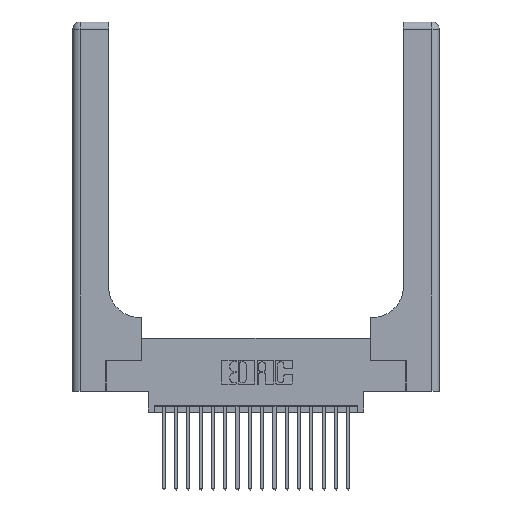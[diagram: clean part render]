
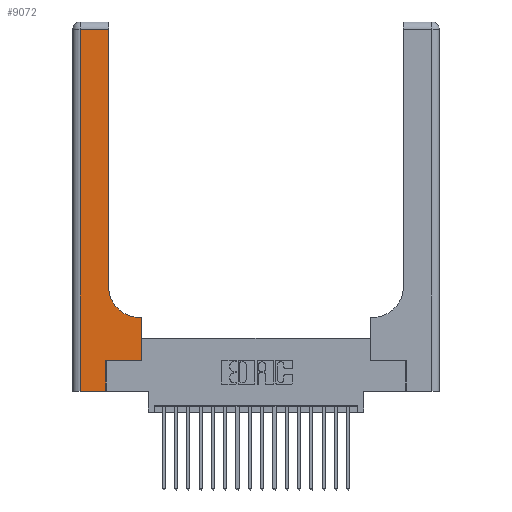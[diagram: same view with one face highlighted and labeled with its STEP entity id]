
A CAD part, top view. The second image highlights one B-rep face of the part: STEP entity #9072.
In plain terms, the highlighted planar face has unit normal (0, 0, 1).
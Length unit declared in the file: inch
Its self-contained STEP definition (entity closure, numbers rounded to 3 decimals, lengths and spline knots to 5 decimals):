
#187 = DIRECTION ( 'NONE',  ( 1., 0., 0. ) ) ;
#608 = DIRECTION ( 'NONE',  ( -1., 0., 0. ) ) ;
#621 = CIRCLE ( 'NONE', #16322, 0.25 ) ;
#1685 = DIRECTION ( 'NONE',  ( 0., 0., -1. ) ) ;
#1756 = CARTESIAN_POINT ( 'NONE',  ( 0.06, 2.94, 0.37 ) ) ;
#1832 = DIRECTION ( 'NONE',  ( 0., 0., -1. ) ) ;
#1933 = EDGE_CURVE ( 'NONE', #14073, #4221, #7500, .T. ) ;
#1984 = CARTESIAN_POINT ( 'NONE',  ( 0.269, 0., 0.37 ) ) ;
#2283 = CARTESIAN_POINT ( 'NONE',  ( 0.269, 0., 0.37 ) ) ;
#2288 = ORIENTED_EDGE ( 'NONE', *, *, #16127, .T. ) ;
#2521 = LINE ( 'NONE', #5549, #6422 ) ;
#2931 = DIRECTION ( 'NONE',  ( 1., 0., 0. ) ) ;
#2999 = CARTESIAN_POINT ( 'NONE',  ( 0., 0., 0.37 ) ) ;
#3120 = CARTESIAN_POINT ( 'NONE',  ( 0.5415, 0.6, 0.37 ) ) ;
#3513 = CARTESIAN_POINT ( 'NONE',  ( 0., 3., 0.37 ) ) ;
#3688 = VECTOR ( 'NONE', #608, 39.37008 ) ;
#4221 = VERTEX_POINT ( 'NONE', #9381 ) ;
#4583 = ORIENTED_EDGE ( 'NONE', *, *, #1933, .T. ) ;
#4599 = EDGE_CURVE ( 'NONE', #14839, #14073, #20964, .T. ) ;
#4708 = LINE ( 'NONE', #13351, #15527 ) ;
#4814 = DIRECTION ( 'NONE',  ( 0., -1., 0. ) ) ;
#5136 = DIRECTION ( 'NONE',  ( 0., 1., 0. ) ) ;
#5143 = EDGE_CURVE ( 'NONE', #7824, #8744, #4708, .T. ) ;
#5199 = CARTESIAN_POINT ( 'NONE',  ( 0.2915, 0.85, 0.37 ) ) ;
#5352 = VECTOR ( 'NONE', #4814, 39.37008 ) ;
#5549 = CARTESIAN_POINT ( 'NONE',  ( 0.5585, 0.25, 0.37 ) ) ;
#6422 = VECTOR ( 'NONE', #12251, 39.37008 ) ;
#6423 = CARTESIAN_POINT ( 'NONE',  ( 0., 2.94, 0.37 ) ) ;
#6502 = CARTESIAN_POINT ( 'NONE',  ( 0.269, 0.25, 0.37 ) ) ;
#6869 = ORIENTED_EDGE ( 'NONE', *, *, #11653, .T. ) ;
#7500 = LINE ( 'NONE', #6502, #8307 ) ;
#7582 = EDGE_CURVE ( 'NONE', #19231, #17892, #9736, .T. ) ;
#7824 = VERTEX_POINT ( 'NONE', #5199 ) ;
#8103 = DIRECTION ( 'NONE',  ( 1., 0., 0. ) ) ;
#8307 = VECTOR ( 'NONE', #8103, 39.37008 ) ;
#8380 = EDGE_CURVE ( 'NONE', #8744, #19231, #17420, .T. ) ;
#8418 = VECTOR ( 'NONE', #2931, 39.37008 ) ;
#8467 = DIRECTION ( 'NONE',  ( 0., 1., 0. ) ) ;
#8744 = VERTEX_POINT ( 'NONE', #9206 ) ;
#8968 = ORIENTED_EDGE ( 'NONE', *, *, #13394, .T. ) ;
#9072 = ADVANCED_FACE ( 'NONE', ( #16148 ), #10035, .F. ) ;
#9206 = CARTESIAN_POINT ( 'NONE',  ( 0.2915, 2.94, 0.37 ) ) ;
#9381 = CARTESIAN_POINT ( 'NONE',  ( 0.5585, 0.25, 0.37 ) ) ;
#9736 = LINE ( 'NONE', #13025, #5352 ) ;
#9808 = CARTESIAN_POINT ( 'NONE',  ( 0.5585, 0.6, 0.37 ) ) ;
#9916 = EDGE_LOOP ( 'NONE', ( #17333, #11354, #13556, #12329, #11481, #4583, #6869, #2288, #8968 ) ) ;
#10035 = PLANE ( 'NONE',  #19428 ) ;
#10108 = CARTESIAN_POINT ( 'NONE',  ( 0.5415, 0.85, 0.37 ) ) ;
#10731 = CARTESIAN_POINT ( 'NONE',  ( 0.2915, 0.6, 0.37 ) ) ;
#11174 = VECTOR ( 'NONE', #5136, 39.37008 ) ;
#11234 = LINE ( 'NONE', #2999, #8418 ) ;
#11354 = ORIENTED_EDGE ( 'NONE', *, *, #8380, .T. ) ;
#11399 = CARTESIAN_POINT ( 'NONE',  ( 0.269, 0.25, 0.37 ) ) ;
#11481 = ORIENTED_EDGE ( 'NONE', *, *, #4599, .T. ) ;
#11653 = EDGE_CURVE ( 'NONE', #4221, #12419, #2521, .T. ) ;
#12251 = DIRECTION ( 'NONE',  ( 0., 1., 0. ) ) ;
#12329 = ORIENTED_EDGE ( 'NONE', *, *, #13293, .T. ) ;
#12419 = VERTEX_POINT ( 'NONE', #9808 ) ;
#13025 = CARTESIAN_POINT ( 'NONE',  ( 0.06, 3., 0.37 ) ) ;
#13103 = DIRECTION ( 'NONE',  ( -1., 0., 0. ) ) ;
#13293 = EDGE_CURVE ( 'NONE', #17892, #14839, #11234, .T. ) ;
#13351 = CARTESIAN_POINT ( 'NONE',  ( 0.2915, 3., 0.37 ) ) ;
#13394 = EDGE_CURVE ( 'NONE', #15800, #7824, #621, .T. ) ;
#13478 = LINE ( 'NONE', #10731, #3688 ) ;
#13556 = ORIENTED_EDGE ( 'NONE', *, *, #7582, .T. ) ;
#14073 = VERTEX_POINT ( 'NONE', #11399 ) ;
#14496 = DIRECTION ( 'NONE',  ( -1., 0., 0. ) ) ;
#14839 = VERTEX_POINT ( 'NONE', #1984 ) ;
#15527 = VECTOR ( 'NONE', #8467, 39.37008 ) ;
#15800 = VERTEX_POINT ( 'NONE', #3120 ) ;
#16127 = EDGE_CURVE ( 'NONE', #12419, #15800, #13478, .T. ) ;
#16148 = FACE_OUTER_BOUND ( 'NONE', #9916, .T. ) ;
#16322 = AXIS2_PLACEMENT_3D ( 'NONE', #10108, #1685, #187 ) ;
#16834 = CARTESIAN_POINT ( 'NONE',  ( 0.06, 0., 0.37 ) ) ;
#17333 = ORIENTED_EDGE ( 'NONE', *, *, #5143, .T. ) ;
#17420 = LINE ( 'NONE', #6423, #20503 ) ;
#17892 = VERTEX_POINT ( 'NONE', #16834 ) ;
#19231 = VERTEX_POINT ( 'NONE', #1756 ) ;
#19428 = AXIS2_PLACEMENT_3D ( 'NONE', #3513, #1832, #13103 ) ;
#20503 = VECTOR ( 'NONE', #14496, 39.37008 ) ;
#20964 = LINE ( 'NONE', #2283, #11174 ) ;
